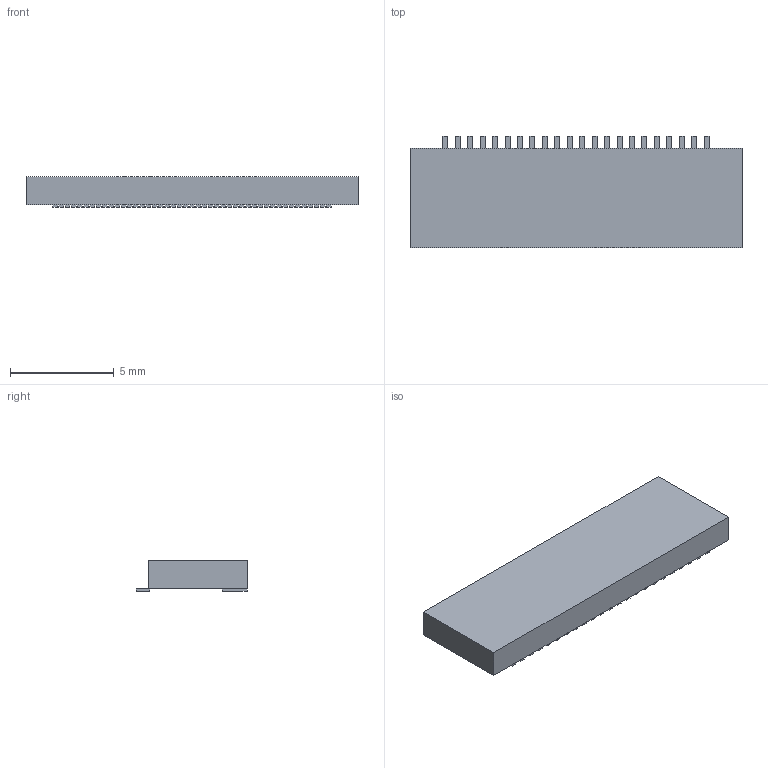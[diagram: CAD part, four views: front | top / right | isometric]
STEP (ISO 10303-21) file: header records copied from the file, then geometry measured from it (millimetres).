
FILE_DESCRIPTION(('FreeCAD Model'),'2;1');
FILE_NAME('330393.2.3.stp','2021-11-01T23:18:10',( 'Author'),(''),'Open CASCADE STEP processor 6.9','FreeCAD','Unknown' );
FILE_SCHEMA(('AUTOMOTIVE_DESIGN { 1 0 10303 214 1 1 1 1 }'));
Length unit declared in the file: millimetre
Products named in the file (3): ASSEMBLY; Body; Pins
Assembly tree (2 placements, depth 2):
  ASSEMBLY
    Body
    Pins
Bounding box: 16 x 5.37 x 1.45 mm (x, y, z)
Volume: 104.7 mm3; surface area: 240.1 mm2
Topology: 46 solids, 46 shells, 276 faces, 552 edges, 368 vertices
Faces by surface type: plane 276
Entity records: 14546 total; most frequent: CARTESIAN_POINT 2303, DIRECTION 2214, LINE 1656, VECTOR 1656, ORIENTED_EDGE 1104, PCURVE 1104, DEFINITIONAL_REPRESENTATION 1104, EDGE_CURVE 552
